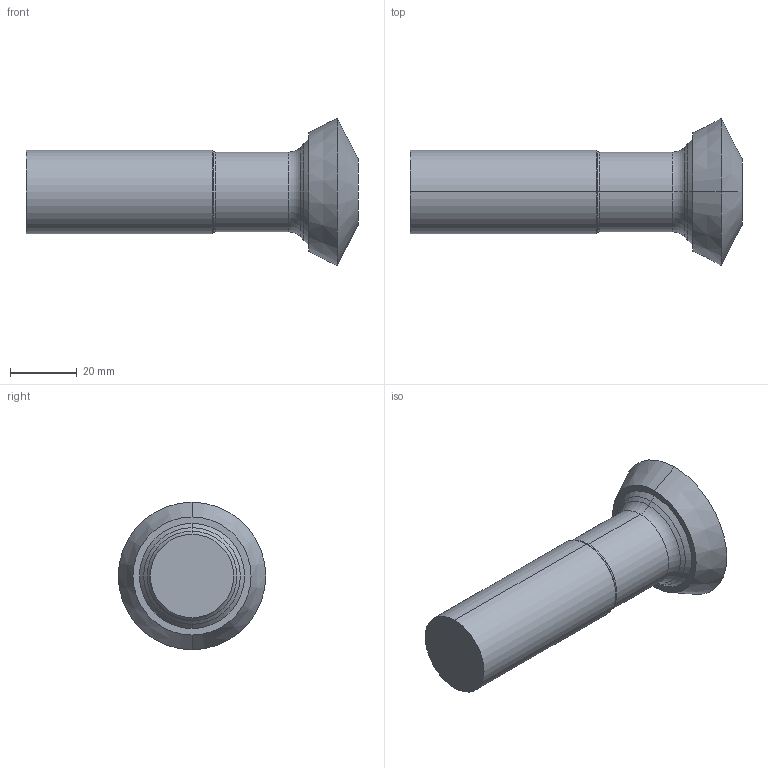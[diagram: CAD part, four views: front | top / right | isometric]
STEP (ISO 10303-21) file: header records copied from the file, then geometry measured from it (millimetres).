
FILE_DESCRIPTION((''),'2;1');
FILE_NAME('12P1C020044W5R00STP_ASM','2008-10-21T',('neuberger'),(''),'PRO/ENGINEER BY PARAMETRIC TECHNOLOGY CORPORATION, 2007460','PRO/ENGINEER BY PARAMETRIC TECHNOLOGY CORPORATION, 2007460','');
FILE_SCHEMA(('CONFIG_CONTROL_DESIGN'));
Length unit declared in the file: millimetre
Products named in the file (3): 12P1C020044W5R00SCHNEIDE; 12P1C020044W5R00KOERPER; 12P1C020044W5R00STP_ASM
Assembly tree (2 placements, depth 2):
  12P1C020044W5R00STP_ASM
    12P1C020044W5R00SCHNEIDE
    12P1C020044W5R00KOERPER
Bounding box: 99.77 x 44.34 x 44.34 mm (x, y, z)
Surface area: 13352.8 mm2 (no closed solid volume)
Topology: 0 solids, 2 shells, 26 faces, 48 edges, 26 vertices
Faces by surface type: cone 14, plane 4, torus 4, cylinder 4
Entity records: 747 total; most frequent: DIRECTION 140, CARTESIAN_POINT 105, ORIENTED_EDGE 96, AXIS2_PLACEMENT_3D 61, EDGE_CURVE 48, CIRCLE 30, VERTEX_POINT 26, EDGE_LOOP 26
